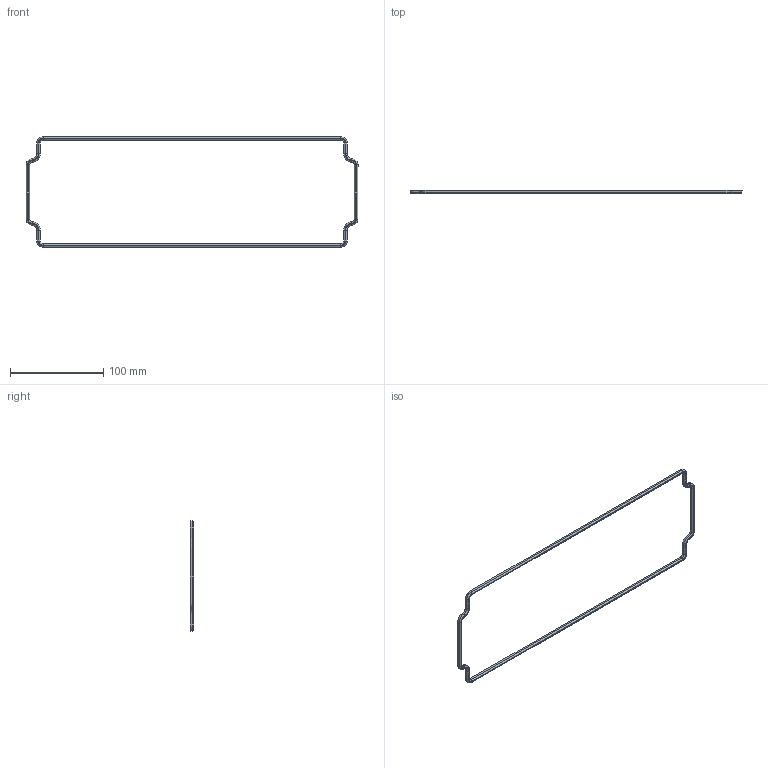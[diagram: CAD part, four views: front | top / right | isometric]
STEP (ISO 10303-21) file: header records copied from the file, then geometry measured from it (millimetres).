
FILE_DESCRIPTION (( 'STEP AP203' ), '1' );
FILE_NAME ('1590Z164G.step', '2020-11-14T20:09:05', ( 'ADC123' ), ( 'Microsoft' ), 'SwSTEP 2.0', 'SolidWorks 2019', '' );
FILE_SCHEMA (( 'CONFIG_CONTROL_DESIGN' ));
Length unit declared in the file: inch
Products named in the file (1): 1590Z164G
Bounding box: 356.6 x 3.5 x 118.9 mm (x, y, z)
Volume: 11026 mm3; surface area: 12008.7 mm2
Topology: 1 solids, 1 shells, 82 faces, 200 edges, 120 vertices
Faces by surface type: cone 24, bspline 24, plane 18, cylinder 16
Entity records: 2739 total; most frequent: CARTESIAN_POINT 835, ORIENTED_EDGE 400, DIRECTION 382, EDGE_CURVE 200, AXIS2_PLACEMENT_3D 147, VERTEX_POINT 120, CIRCLE 88, VECTOR 88
